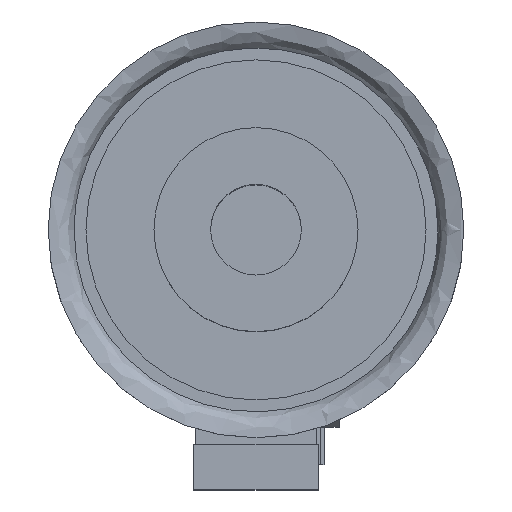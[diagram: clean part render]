
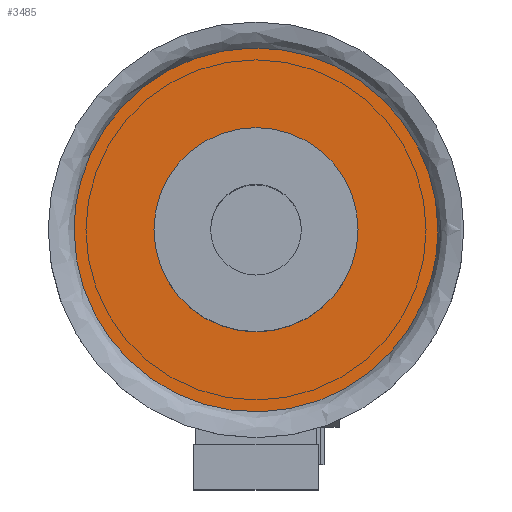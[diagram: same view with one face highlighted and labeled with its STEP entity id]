
A CAD part, top view. The second image highlights one B-rep face of the part: STEP entity #3485.
In plain terms, the highlighted planar face has unit normal (0, 0, 1).
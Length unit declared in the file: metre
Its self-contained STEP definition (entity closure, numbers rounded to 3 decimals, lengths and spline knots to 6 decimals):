
#33=B_SPLINE_CURVE_WITH_KNOTS('',3,(#6425,#6426,#6427,#6428,#6429,#6430,
#6431,#6432,#6433,#6434,#6435,#6436,#6437,#6438,#6439,#6440,#6441,#6442,
#6443,#6444,#6445,#6446,#6447,#6448,#6449,#6450,#6451,#6452,#6453,#6454,
#6455,#6456,#6457,#6458,#6459,#6460,#6461,#6462,#6463,#6464,#6465,#6466,
#6467,#6468),.UNSPECIFIED.,.T.,.F.,(1,1,1,1,1,1,1,1,1,1,1,1,1,1,1,1,1,1,
1,1,1,1,1,1,1,1,1,1,1,1,1,1,1,1,1,1,1,1,1,1,1,1,1,1,1,1,1,1),(-0.014217,
-0.009478,-0.004739,0.,0.004739,0.009478,
0.011848,0.014217,0.018956,0.023695,
0.028434,0.033173,0.035543,0.037912,
0.040282,0.042651,0.045021,0.04739,
0.05213,0.056869,0.061608,0.063977,
0.066347,0.068716,0.071086,0.075825,
0.080564,0.085303,0.090042,0.094781,
0.09715,0.09952,0.10189,0.104259,
0.108998,0.113737,0.118476,0.120846,
0.123215,0.127954,0.132693,0.137432,
0.142171,0.146911,0.15165,0.156389,
0.161128,0.163497),.UNSPECIFIED.);
#306=CIRCLE('',#4639,0.0135);
#803=ORIENTED_EDGE('',*,*,#1454,.F.);
#804=ORIENTED_EDGE('',*,*,#1455,.T.);
#1454=EDGE_CURVE('',#1838,#1838,#306,.T.);
#1455=EDGE_CURVE('',#1839,#1839,#33,.T.);
#1838=VERTEX_POINT('',#6424);
#1839=VERTEX_POINT('',#6469);
#2855=EDGE_LOOP('',(#803));
#2856=EDGE_LOOP('',(#804));
#3130=FACE_BOUND('',#2855,.T.);
#3131=FACE_BOUND('',#2856,.T.);
#3287=PLANE('',#4638);
#3485=ADVANCED_FACE('',(#3130,#3131),#3287,.T.);
#4638=AXIS2_PLACEMENT_3D('',#6422,#5269,#5270);
#4639=AXIS2_PLACEMENT_3D('',#6423,#5271,#5272);
#5269=DIRECTION('',(0.,0.,1.));
#5270=DIRECTION('',(1.,0.,0.));
#5271=DIRECTION('',(0.,0.,1.));
#5272=DIRECTION('',(1.,0.,0.));
#6422=CARTESIAN_POINT('',(0.,0.,0.3215));
#6423=CARTESIAN_POINT('',(0.,0.,0.3215));
#6424=CARTESIAN_POINT('',(0.0135,0.,0.3215));
#6425=CARTESIAN_POINT('',(-0.023758,0.004717,0.3215));
#6426=CARTESIAN_POINT('',(-0.024225,0.000008,0.3215));
#6427=CARTESIAN_POINT('',(-0.023753,-0.004751,0.3215));
#6428=CARTESIAN_POINT('',(-0.022597,-0.008544,0.3215));
#6429=CARTESIAN_POINT('',(-0.021255,-0.011373,0.3215));
#6430=CARTESIAN_POINT('',(-0.019613,-0.014103,0.3215));
#6431=CARTESIAN_POINT('',(-0.017128,-0.017131,0.3215));
#6432=CARTESIAN_POINT('',(-0.013421,-0.020162,0.3215));
#6433=CARTESIAN_POINT('',(-0.009271,-0.022381,0.3215));
#6434=CARTESIAN_POINT('',(-0.005449,-0.023534,0.3215));
#6435=CARTESIAN_POINT('',(-0.002355,-0.023991,0.3215));
#6436=CARTESIAN_POINT('',(0.000019,-0.024108,0.3215));
#6437=CARTESIAN_POINT('',(0.002394,-0.023987,0.3215));
#6438=CARTESIAN_POINT('',(0.004718,-0.023638,0.3215));
#6439=CARTESIAN_POINT('',(0.007005,-0.023067,0.3215));
#6440=CARTESIAN_POINT('',(0.010005,-0.021991,0.3215));
#6441=CARTESIAN_POINT('',(0.013452,-0.020141,0.3215));
#6442=CARTESIAN_POINT('',(0.017157,-0.017103,0.3215));
#6443=CARTESIAN_POINT('',(0.019636,-0.014072,0.3215));
#6444=CARTESIAN_POINT('',(0.021273,-0.011339,0.3215));
#6445=CARTESIAN_POINT('',(0.022277,-0.009212,0.3215));
#6446=CARTESIAN_POINT('',(0.023068,-0.006999,0.3215));
#6447=CARTESIAN_POINT('',(0.023839,-0.003911,0.3215));
#6448=CARTESIAN_POINT('',(0.024225,-0.000009,0.3215));
#6449=CARTESIAN_POINT('',(0.02375,0.004754,0.3215));
#6450=CARTESIAN_POINT('',(0.022385,0.009259,0.3215));
#6451=CARTESIAN_POINT('',(0.020127,0.013475,0.3215));
#6452=CARTESIAN_POINT('',(0.017635,0.016515,0.3215));
#6453=CARTESIAN_POINT('',(0.015278,0.018647,0.3215));
#6454=CARTESIAN_POINT('',(0.013389,0.020044,0.3215));
#6455=CARTESIAN_POINT('',(0.011369,0.021258,0.3215));
#6456=CARTESIAN_POINT('',(0.008488,0.02262,0.3215));
#6457=CARTESIAN_POINT('',(0.004742,0.023752,0.3215));
#6458=CARTESIAN_POINT('',(-0.000027,0.024225,0.3215));
#6459=CARTESIAN_POINT('',(-0.003921,0.023837,0.3215));
#6460=CARTESIAN_POINT('',(-0.007013,0.023064,0.3215));
#6461=CARTESIAN_POINT('',(-0.009962,0.022009,0.3215));
#6462=CARTESIAN_POINT('',(-0.013464,0.020133,0.3215));
#6463=CARTESIAN_POINT('',(-0.017118,0.017142,0.3215));
#6464=CARTESIAN_POINT('',(-0.020147,0.013443,0.3215));
#6465=CARTESIAN_POINT('',(-0.022371,0.009293,0.3215));
#6466=CARTESIAN_POINT('',(-0.023758,0.004717,0.3215));
#6467=CARTESIAN_POINT('',(-0.024225,0.000008,0.3215));
#6468=CARTESIAN_POINT('',(-0.023753,-0.004751,0.3215));
#6469=CARTESIAN_POINT('',(-0.024069,0.,0.3215));
